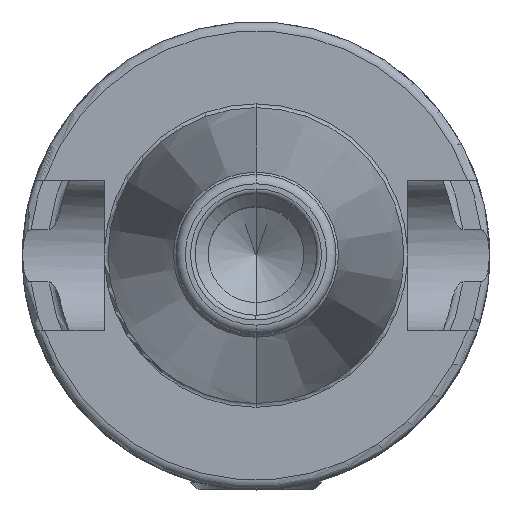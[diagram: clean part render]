
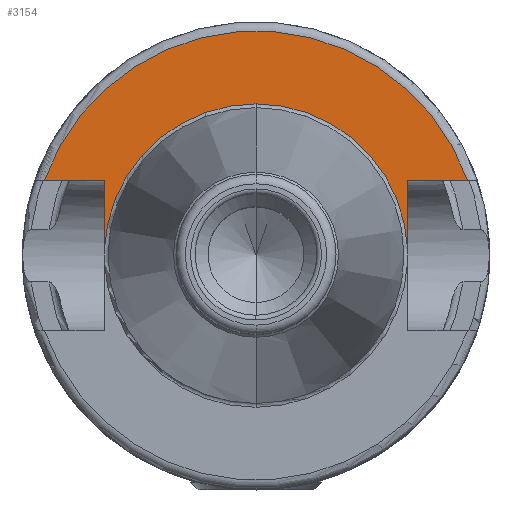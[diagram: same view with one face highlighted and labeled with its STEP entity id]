
A CAD part, top view. The second image highlights one B-rep face of the part: STEP entity #3154.
In plain terms, the highlighted planar face has unit normal (0, 0, 1).
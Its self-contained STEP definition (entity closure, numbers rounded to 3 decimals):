
#356=CARTESIAN_POINT('',(0,0,8));
#357=DIRECTION('',(0,0,-1));
#358=DIRECTION('',(0,1,0));
#359=AXIS2_PLACEMENT_3D('',#356,#357,#358);
#1277=CARTESIAN_POINT('',(0,0,8));
#1278=DIRECTION('',(0,0,1));
#1279=DIRECTION('',(0.942,0.335,0));
#1280=AXIS2_PLACEMENT_3D('',#1277,#1278,#1279);
#1327=DIRECTION('',(0,1,0));
#1328=VECTOR('',#1327,7.315);
#1329=CARTESIAN_POINT('',(-16.2,0.735,8));
#1330=LINE('',#1329,#1328);
#1331=DIRECTION('',(1,0,0));
#1332=VECTOR('',#1331,6.41);
#1333=CARTESIAN_POINT('',(-22.61,8.05,8));
#1334=LINE('',#1333,#1332);
#1335=DIRECTION('',(-1,0,0));
#1336=VECTOR('',#1335,6.41);
#1337=CARTESIAN_POINT('',(22.61,8.05,8));
#1338=LINE('',#1337,#1336);
#1339=DIRECTION('',(0,-1,0));
#1340=VECTOR('',#1339,7.315);
#1341=CARTESIAN_POINT('',(16.2,8.05,8));
#1342=LINE('',#1341,#1340);
#1349=CARTESIAN_POINT('',(0,0,8));
#1350=DIRECTION('',(0,0,1));
#1351=DIRECTION('',(0,1,0));
#1352=AXIS2_PLACEMENT_3D('',#1349,#1350,#1351);
#1461=CARTESIAN_POINT('',(0,16.217,8));
#1463=VERTEX_POINT('',#1461);
#1553=CARTESIAN_POINT('',(-16.2,0.735,8));
#1554=CARTESIAN_POINT('',(-16.2,8.05,8));
#1555=VERTEX_POINT('',#1553);
#1556=VERTEX_POINT('',#1554);
#1557=CARTESIAN_POINT('',(-22.61,8.05,8));
#1558=VERTEX_POINT('',#1557);
#1559=CARTESIAN_POINT('',(16.2,8.05,8));
#1560=CARTESIAN_POINT('',(16.2,0.735,8));
#1561=VERTEX_POINT('',#1559);
#1562=VERTEX_POINT('',#1560);
#1569=CARTESIAN_POINT('',(22.61,8.05,8));
#1570=VERTEX_POINT('',#1569);
#3139=CARTESIAN_POINT('',(0,0,8));
#3140=DIRECTION('',(0,0,-1));
#3141=DIRECTION('',(0,-1,0));
#3142=AXIS2_PLACEMENT_3D('',#3139,#3140,#3141);
#3143=PLANE('',#3142);
#3144=ORIENTED_EDGE('',*,*,#2882,.T.);
#3145=ORIENTED_EDGE('',*,*,#2868,.F.);
#3146=ORIENTED_EDGE('',*,*,#3115,.F.);
#3147=ORIENTED_EDGE('',*,*,#2281,.T.);
#3148=ORIENTED_EDGE('',*,*,#2262,.T.);
#3149=ORIENTED_EDGE('',*,*,#2243,.F.);
#3151=ORIENTED_EDGE('',*,*,#3150,.T.);
#3152=EDGE_LOOP('',(#3144,#3145,#3146,#3147,#3148,#3149,#3151));
#3153=FACE_OUTER_BOUND('',#3152,.F.);
#3154=ADVANCED_FACE('',(#3153),#3143,.F.);
#360=CIRCLE('',#359,16.217);
#1281=CIRCLE('',#1280,24);
#1353=CIRCLE('',#1352,16.217);
#2243=EDGE_CURVE('',#1463,#1562,#360,.T.);
#2262=EDGE_CURVE('',#1561,#1562,#1342,.T.);
#2281=EDGE_CURVE('',#1570,#1561,#1338,.T.);
#2868=EDGE_CURVE('',#1558,#1556,#1334,.T.);
#2882=EDGE_CURVE('',#1555,#1556,#1330,.T.);
#3115=EDGE_CURVE('',#1570,#1558,#1281,.T.);
#3150=EDGE_CURVE('',#1463,#1555,#1353,.T.);
